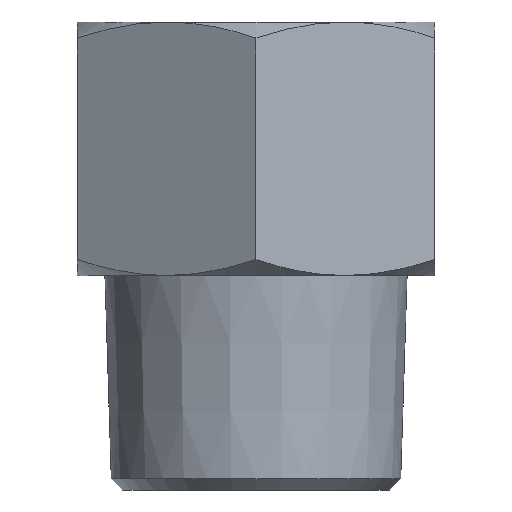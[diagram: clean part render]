
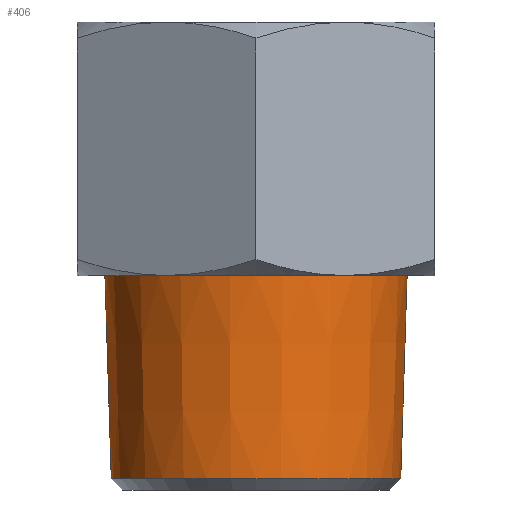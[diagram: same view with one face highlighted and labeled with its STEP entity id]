
A CAD part, left-side view. The second image highlights one B-rep face of the part: STEP entity #406.
In plain terms, the highlighted conical face has half-angle 1.8 degrees and reference radius 13.227 mm.
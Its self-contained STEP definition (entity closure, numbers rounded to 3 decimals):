
#26=LINE('',#743,#38);
#38=VECTOR('',#560,13.227);
#71=FACE_OUTER_BOUND('',#99,.T.);
#99=EDGE_LOOP('',(#315,#316,#317,#318,#319));
#128=CIRCLE('',#467,12.956);
#129=CIRCLE('',#468,12.956);
#130=CIRCLE('',#470,13.528);
#187=VERTEX_POINT('',#736);
#188=VERTEX_POINT('',#738);
#189=VERTEX_POINT('',#742);
#239=EDGE_CURVE('',#187,#188,#128,.T.);
#240=EDGE_CURVE('',#188,#187,#129,.T.);
#241=EDGE_CURVE('',#188,#189,#26,.T.);
#242=EDGE_CURVE('',#189,#189,#130,.T.);
#315=ORIENTED_EDGE('',*,*,#239,.F.);
#316=ORIENTED_EDGE('',*,*,#240,.F.);
#317=ORIENTED_EDGE('',*,*,#241,.T.);
#318=ORIENTED_EDGE('',*,*,#242,.F.);
#319=ORIENTED_EDGE('',*,*,#241,.F.);
#387=CONICAL_SURFACE('',#469,13.227,0.031);
#406=ADVANCED_FACE('',(#71),#387,.T.);
#467=AXIS2_PLACEMENT_3D('',#739,#554,#555);
#468=AXIS2_PLACEMENT_3D('',#740,#556,#557);
#469=AXIS2_PLACEMENT_3D('',#741,#558,#559);
#470=AXIS2_PLACEMENT_3D('',#744,#561,#562);
#554=DIRECTION('center_axis',(0.,0.,-1.));
#555=DIRECTION('ref_axis',(0.,-1.,0.));
#556=DIRECTION('center_axis',(0.,0.,-1.));
#557=DIRECTION('ref_axis',(0.,-1.,0.));
#558=DIRECTION('center_axis',(0.,0.,1.));
#559=DIRECTION('ref_axis',(0.,1.,0.));
#560=DIRECTION('',(0.,-0.031,1.));
#561=DIRECTION('center_axis',(0.,0.,1.));
#562=DIRECTION('ref_axis',(0.,1.,0.));
#736=CARTESIAN_POINT('',(0.,12.956,-40.9));
#738=CARTESIAN_POINT('',(0.,-12.956,-40.9));
#739=CARTESIAN_POINT('Origin',(0.,0.,
-40.9));
#740=CARTESIAN_POINT('Origin',(0.,0.,
-40.9));
#741=CARTESIAN_POINT('Origin',(0.,0.,-32.3));
#742=CARTESIAN_POINT('',(0.,-13.528,-22.7));
#743=CARTESIAN_POINT('',(0.,-13.227,-32.3));
#744=CARTESIAN_POINT('Origin',(0.,0.,-22.7));
